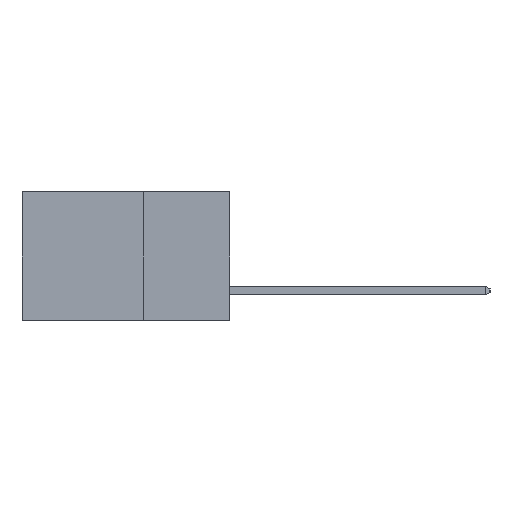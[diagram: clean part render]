
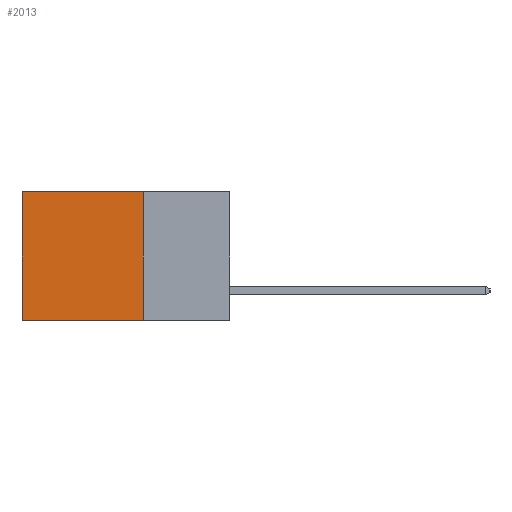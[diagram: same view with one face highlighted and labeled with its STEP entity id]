
A CAD part, left-side view. The second image highlights one B-rep face of the part: STEP entity #2013.
In plain terms, the highlighted planar face has unit normal (-1, 0, 0).
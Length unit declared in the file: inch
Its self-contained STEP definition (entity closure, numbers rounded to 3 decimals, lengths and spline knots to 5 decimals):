
#607 = EDGE_CURVE ( 'NONE', #918, #9339, #8599, .T. ) ;
#831 = ORIENTED_EDGE ( 'NONE', *, *, #3071, .F. ) ;
#918 = VERTEX_POINT ( 'NONE', #8300 ) ;
#997 = CARTESIAN_POINT ( 'NONE',  ( 0.2615, 0.6, -0.37 ) ) ;
#1185 = LINE ( 'NONE', #7520, #7145 ) ;
#1196 = VECTOR ( 'NONE', #3693, 39.37008 ) ;
#2013 = ADVANCED_FACE ( 'NONE', ( #8775 ), #2874, .F. ) ;
#2278 = ORIENTED_EDGE ( 'NONE', *, *, #9574, .F. ) ;
#2325 = VERTEX_POINT ( 'NONE', #997 ) ;
#2818 = EDGE_LOOP ( 'NONE', ( #4964, #831, #2278, #5021 ) ) ;
#2874 = PLANE ( 'NONE',  #7288 ) ;
#3071 = EDGE_CURVE ( 'NONE', #6332, #2325, #8356, .T. ) ;
#3427 = CARTESIAN_POINT ( 'NONE',  ( 0.2615, 0.25, -0.37 ) ) ;
#3438 = CARTESIAN_POINT ( 'NONE',  ( 0.2615, 0.25, 0. ) ) ;
#3693 = DIRECTION ( 'NONE',  ( 0., 0., -1. ) ) ;
#4478 = VECTOR ( 'NONE', #8572, 39.37008 ) ;
#4929 = EDGE_CURVE ( 'NONE', #9339, #2325, #1185, .T. ) ;
#4964 = ORIENTED_EDGE ( 'NONE', *, *, #4929, .T. ) ;
#5021 = ORIENTED_EDGE ( 'NONE', *, *, #607, .T. ) ;
#5459 = CARTESIAN_POINT ( 'NONE',  ( 0.2615, 0.25, -0.37 ) ) ;
#5975 = CARTESIAN_POINT ( 'NONE',  ( 0.2615, 0.25, -0.37 ) ) ;
#6332 = VERTEX_POINT ( 'NONE', #5459 ) ;
#7145 = VECTOR ( 'NONE', #7512, 39.37008 ) ;
#7199 = CARTESIAN_POINT ( 'NONE',  ( 0.2615, 0.6, 0. ) ) ;
#7288 = AXIS2_PLACEMENT_3D ( 'NONE', #3427, #8504, #9718 ) ;
#7372 = LINE ( 'NONE', #5975, #1196 ) ;
#7459 = DIRECTION ( 'NONE',  ( 0., 1., 0. ) ) ;
#7512 = DIRECTION ( 'NONE',  ( 0., 0., -1. ) ) ;
#7520 = CARTESIAN_POINT ( 'NONE',  ( 0.2615, 0.6, -0.37 ) ) ;
#8164 = CARTESIAN_POINT ( 'NONE',  ( 0.2615, 0.25, -0.37 ) ) ;
#8300 = CARTESIAN_POINT ( 'NONE',  ( 0.2615, 0.25, 0. ) ) ;
#8356 = LINE ( 'NONE', #8164, #4478 ) ;
#8391 = VECTOR ( 'NONE', #7459, 39.37008 ) ;
#8504 = DIRECTION ( 'NONE',  ( 1., 0., 0. ) ) ;
#8572 = DIRECTION ( 'NONE',  ( 0., 1., 0. ) ) ;
#8599 = LINE ( 'NONE', #3438, #8391 ) ;
#8775 = FACE_OUTER_BOUND ( 'NONE', #2818, .T. ) ;
#9339 = VERTEX_POINT ( 'NONE', #7199 ) ;
#9574 = EDGE_CURVE ( 'NONE', #918, #6332, #7372, .T. ) ;
#9718 = DIRECTION ( 'NONE',  ( 0., 0., -1. ) ) ;
